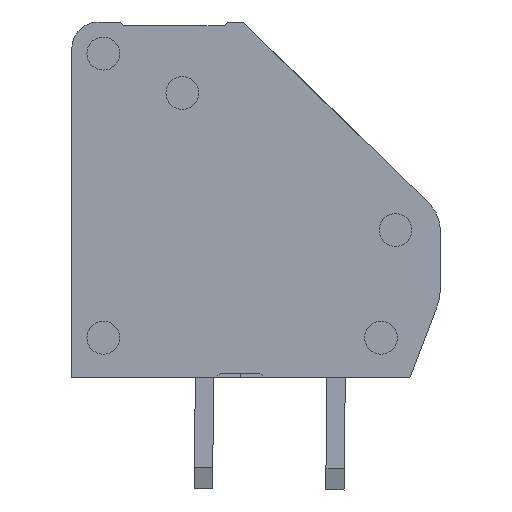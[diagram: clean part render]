
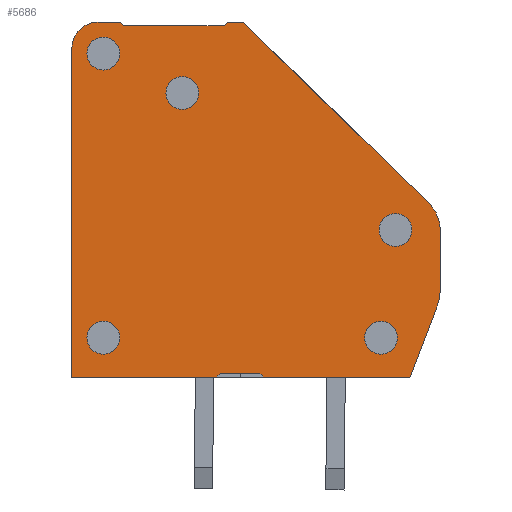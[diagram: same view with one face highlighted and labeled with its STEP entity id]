
A CAD part, front view. The second image highlights one B-rep face of the part: STEP entity #5686.
In plain terms, the highlighted planar face has unit normal (0, -1, 0).
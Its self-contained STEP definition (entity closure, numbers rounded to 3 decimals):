
#271=CIRCLE('',#6190,1.915);
#272=CIRCLE('',#6191,1.397);
#273=CIRCLE('',#6192,1.);
#274=CIRCLE('',#6193,0.625);
#275=CIRCLE('',#6194,0.625);
#276=CIRCLE('',#6195,0.625);
#277=CIRCLE('',#6196,0.625);
#278=CIRCLE('',#6197,0.625);
#1651=ORIENTED_EDGE('',*,*,#2575,.T.);
#1652=ORIENTED_EDGE('',*,*,#2576,.T.);
#1653=ORIENTED_EDGE('',*,*,#2577,.T.);
#1654=ORIENTED_EDGE('',*,*,#2578,.T.);
#1655=ORIENTED_EDGE('',*,*,#2528,.T.);
#1656=ORIENTED_EDGE('',*,*,#2579,.T.);
#1657=ORIENTED_EDGE('',*,*,#2580,.T.);
#1658=ORIENTED_EDGE('',*,*,#2581,.T.);
#1659=ORIENTED_EDGE('',*,*,#2582,.T.);
#1660=ORIENTED_EDGE('',*,*,#2583,.T.);
#1661=ORIENTED_EDGE('',*,*,#2584,.T.);
#1662=ORIENTED_EDGE('',*,*,#2585,.T.);
#1663=ORIENTED_EDGE('',*,*,#2586,.F.);
#1664=ORIENTED_EDGE('',*,*,#2587,.T.);
#1665=ORIENTED_EDGE('',*,*,#2524,.T.);
#1666=ORIENTED_EDGE('',*,*,#2588,.T.);
#1667=ORIENTED_EDGE('',*,*,#2589,.T.);
#1668=ORIENTED_EDGE('',*,*,#2590,.F.);
#1669=ORIENTED_EDGE('',*,*,#2591,.F.);
#1670=ORIENTED_EDGE('',*,*,#2592,.F.);
#1671=ORIENTED_EDGE('',*,*,#2593,.F.);
#1672=ORIENTED_EDGE('',*,*,#2594,.F.);
#2524=EDGE_CURVE('',#3094,#3095,#3715,.T.);
#2528=EDGE_CURVE('',#3098,#3099,#3719,.T.);
#2575=EDGE_CURVE('',#3143,#3144,#3756,.T.);
#2576=EDGE_CURVE('',#3144,#3145,#3757,.T.);
#2577=EDGE_CURVE('',#3145,#3146,#3758,.T.);
#2578=EDGE_CURVE('',#3146,#3098,#3759,.T.);
#2579=EDGE_CURVE('',#3099,#3147,#3760,.T.);
#2580=EDGE_CURVE('',#3147,#3148,#271,.T.);
#2581=EDGE_CURVE('',#3148,#3149,#3761,.T.);
#2582=EDGE_CURVE('',#3149,#3150,#272,.T.);
#2583=EDGE_CURVE('',#3150,#3151,#3762,.T.);
#2584=EDGE_CURVE('',#3151,#3152,#3763,.T.);
#2585=EDGE_CURVE('',#3152,#3153,#3764,.F.);
#2586=EDGE_CURVE('',#3154,#3153,#3765,.T.);
#2587=EDGE_CURVE('',#3154,#3094,#3766,.F.);
#2588=EDGE_CURVE('',#3095,#3155,#273,.T.);
#2589=EDGE_CURVE('',#3155,#3143,#3767,.T.);
#2590=EDGE_CURVE('',#3156,#3156,#274,.T.);
#2591=EDGE_CURVE('',#3157,#3157,#275,.T.);
#2592=EDGE_CURVE('',#3158,#3158,#276,.T.);
#2593=EDGE_CURVE('',#3159,#3159,#277,.T.);
#2594=EDGE_CURVE('',#3160,#3160,#278,.T.);
#3094=VERTEX_POINT('',#9197);
#3095=VERTEX_POINT('',#9198);
#3098=VERTEX_POINT('',#9206);
#3099=VERTEX_POINT('',#9207);
#3143=VERTEX_POINT('',#9300);
#3144=VERTEX_POINT('',#9301);
#3145=VERTEX_POINT('',#9303);
#3146=VERTEX_POINT('',#9305);
#3147=VERTEX_POINT('',#9308);
#3148=VERTEX_POINT('',#9310);
#3149=VERTEX_POINT('',#9312);
#3150=VERTEX_POINT('',#9314);
#3151=VERTEX_POINT('',#9316);
#3152=VERTEX_POINT('',#9318);
#3153=VERTEX_POINT('',#9320);
#3154=VERTEX_POINT('',#9322);
#3155=VERTEX_POINT('',#9325);
#3156=VERTEX_POINT('',#9328);
#3157=VERTEX_POINT('',#9330);
#3158=VERTEX_POINT('',#9332);
#3159=VERTEX_POINT('',#9334);
#3160=VERTEX_POINT('',#9336);
#3715=LINE('',#9196,#4351);
#3719=LINE('',#9205,#4355);
#3756=LINE('',#9299,#4392);
#3757=LINE('',#9302,#4393);
#3758=LINE('',#9304,#4394);
#3759=LINE('',#9306,#4395);
#3760=LINE('',#9307,#4396);
#3761=LINE('',#9311,#4397);
#3762=LINE('',#9315,#4398);
#3763=LINE('',#9317,#4399);
#3764=LINE('',#9319,#4400);
#3765=LINE('',#9321,#4401);
#3766=LINE('',#9323,#4402);
#3767=LINE('',#9326,#4403);
#4351=VECTOR('',#7561,1000.);
#4355=VECTOR('',#7567,1000.);
#4392=VECTOR('',#7628,1000.);
#4393=VECTOR('',#7629,1000.);
#4394=VECTOR('',#7630,1000.);
#4395=VECTOR('',#7631,1000.);
#4396=VECTOR('',#7632,1000.);
#4397=VECTOR('',#7635,1000.);
#4398=VECTOR('',#7638,1000.);
#4399=VECTOR('',#7639,1000.);
#4400=VECTOR('',#7640,1000.);
#4401=VECTOR('',#7641,1000.);
#4402=VECTOR('',#7642,1000.);
#4403=VECTOR('',#7645,1000.);
#4761=EDGE_LOOP('',(#1651,#1652,#1653,#1654,#1655,#1656,#1657,#1658,#1659,
#1660,#1661,#1662,#1663,#1664,#1665,#1666,#1667));
#4762=EDGE_LOOP('',(#1668));
#4763=EDGE_LOOP('',(#1669));
#4764=EDGE_LOOP('',(#1670));
#4765=EDGE_LOOP('',(#1671));
#4766=EDGE_LOOP('',(#1672));
#5128=FACE_BOUND('',#4761,.T.);
#5129=FACE_BOUND('',#4762,.T.);
#5130=FACE_BOUND('',#4763,.T.);
#5131=FACE_BOUND('',#4764,.T.);
#5132=FACE_BOUND('',#4765,.T.);
#5133=FACE_BOUND('',#4766,.T.);
#5391=PLANE('',#6189);
#5686=ADVANCED_FACE('',(#5128,#5129,#5130,#5131,#5132,#5133),#5391,.T.);
#6189=AXIS2_PLACEMENT_3D('',#9298,#7626,#7627);
#6190=AXIS2_PLACEMENT_3D('',#9309,#7633,#7634);
#6191=AXIS2_PLACEMENT_3D('',#9313,#7636,#7637);
#6192=AXIS2_PLACEMENT_3D('',#9324,#7643,#7644);
#6193=AXIS2_PLACEMENT_3D('',#9327,#7646,#7647);
#6194=AXIS2_PLACEMENT_3D('',#9329,#7648,#7649);
#6195=AXIS2_PLACEMENT_3D('',#9331,#7650,#7651);
#6196=AXIS2_PLACEMENT_3D('',#9333,#7652,#7653);
#6197=AXIS2_PLACEMENT_3D('',#9335,#7654,#7655);
#7561=DIRECTION('',(-1.,0.,0.));
#7567=DIRECTION('',(1.,0.,0.));
#7626=DIRECTION('',(0.,-1.,0.));
#7627=DIRECTION('',(0.,0.,-1.));
#7628=DIRECTION('',(1.,0.,0.));
#7629=DIRECTION('',(0.707,0.,0.707));
#7630=DIRECTION('',(1.,0.,0.));
#7631=DIRECTION('',(0.707,0.,-0.707));
#7632=DIRECTION('',(0.358,0.,0.934));
#7633=DIRECTION('',(0.,-1.,0.));
#7634=DIRECTION('',(-1.,0.,0.));
#7635=DIRECTION('',(0.,0.,1.));
#7636=DIRECTION('',(0.,-1.,0.));
#7637=DIRECTION('',(-1.,0.,0.));
#7638=DIRECTION('',(-0.716,0.,0.698));
#7639=DIRECTION('',(-1.,0.,0.));
#7640=DIRECTION('',(0.8,0.,0.6));
#7641=DIRECTION('',(1.,0.,0.));
#7642=DIRECTION('',(0.8,0.,-0.6));
#7643=DIRECTION('',(0.,-1.,0.));
#7644=DIRECTION('',(1.,0.,0.));
#7645=DIRECTION('',(0.,0.,-1.));
#7646=DIRECTION('',(0.,-1.,0.));
#7647=DIRECTION('',(0.,0.,-1.));
#7648=DIRECTION('',(0.,-1.,0.));
#7649=DIRECTION('',(0.,0.,-1.));
#7650=DIRECTION('',(0.,-1.,0.));
#7651=DIRECTION('',(0.,0.,-1.));
#7652=DIRECTION('',(0.,-1.,0.));
#7653=DIRECTION('',(0.,0.,-1.));
#7654=DIRECTION('',(0.,-1.,0.));
#7655=DIRECTION('',(0.,0.,-1.));
#9196=CARTESIAN_POINT('',(1.,0.,13.5));
#9197=CARTESIAN_POINT('',(1.8,0.,13.5));
#9198=CARTESIAN_POINT('',(1.,0.,13.5));
#9205=CARTESIAN_POINT('',(0.,0.,0.));
#9206=CARTESIAN_POINT('',(7.3,0.,0.));
#9207=CARTESIAN_POINT('',(12.852,0.,0.));
#9298=CARTESIAN_POINT('',(12.085,0.,3.35));
#9299=CARTESIAN_POINT('',(0.,0.,0.));
#9300=CARTESIAN_POINT('',(0.,0.,0.));
#9301=CARTESIAN_POINT('',(5.5,0.,0.));
#9302=CARTESIAN_POINT('',(10.468,0.,4.968));
#9303=CARTESIAN_POINT('',(5.65,0.,0.15));
#9304=CARTESIAN_POINT('',(5.65,0.,0.15));
#9305=CARTESIAN_POINT('',(7.15,0.,0.15));
#9306=CARTESIAN_POINT('',(8.018,0.,-0.718));
#9307=CARTESIAN_POINT('',(13.873,0.,2.665));
#9308=CARTESIAN_POINT('',(13.873,0.,2.665));
#9309=CARTESIAN_POINT('',(12.085,0.,3.35));
#9310=CARTESIAN_POINT('',(14.,0.,3.35));
#9311=CARTESIAN_POINT('',(14.,0.,3.35));
#9312=CARTESIAN_POINT('',(14.,0.,5.6));
#9313=CARTESIAN_POINT('',(12.603,0.,5.6));
#9314=CARTESIAN_POINT('',(13.578,0.,6.6));
#9315=CARTESIAN_POINT('',(6.5,0.,13.5));
#9316=CARTESIAN_POINT('',(6.5,0.,13.5));
#9317=CARTESIAN_POINT('',(1.,0.,13.5));
#9318=CARTESIAN_POINT('',(5.95,0.,13.5));
#9319=CARTESIAN_POINT('',(5.004,0.,12.791));
#9320=CARTESIAN_POINT('',(5.75,0.,13.35));
#9321=CARTESIAN_POINT('',(5.75,0.,13.35));
#9322=CARTESIAN_POINT('',(2.,0.,13.35));
#9323=CARTESIAN_POINT('',(13.254,0.,4.909));
#9324=CARTESIAN_POINT('',(1.,0.,12.5));
#9325=CARTESIAN_POINT('',(0.,0.,12.5));
#9326=CARTESIAN_POINT('',(0.,0.,0.));
#9327=CARTESIAN_POINT('',(12.3,0.,5.6));
#9328=CARTESIAN_POINT('',(12.3,0.,4.975));
#9329=CARTESIAN_POINT('',(4.2,0.,10.8));
#9330=CARTESIAN_POINT('',(4.2,0.,10.175));
#9331=CARTESIAN_POINT('',(11.75,0.,1.5));
#9332=CARTESIAN_POINT('',(11.75,0.,0.875));
#9333=CARTESIAN_POINT('',(1.2,0.,1.5));
#9334=CARTESIAN_POINT('',(1.2,0.,0.875));
#9335=CARTESIAN_POINT('',(1.2,0.,12.3));
#9336=CARTESIAN_POINT('',(1.2,0.,11.675));
